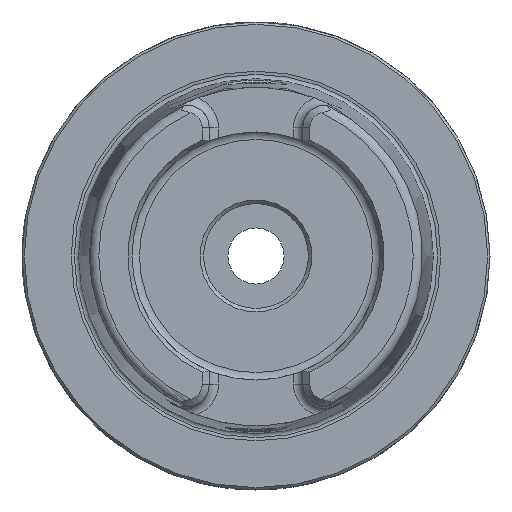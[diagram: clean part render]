
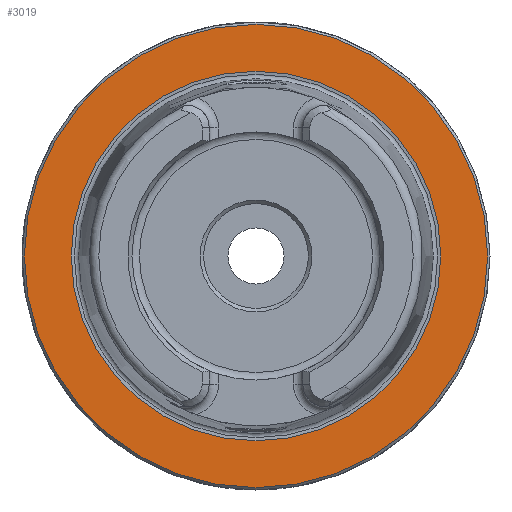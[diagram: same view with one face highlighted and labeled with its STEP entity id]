
A CAD part, left-side view. The second image highlights one B-rep face of the part: STEP entity #3019.
In plain terms, the highlighted planar face has unit normal (-1, 0, 0).
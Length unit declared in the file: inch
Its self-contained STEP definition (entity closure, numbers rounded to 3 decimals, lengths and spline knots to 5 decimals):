
#2985=CARTESIAN_POINT('',(0.0,1.94882,0.));
#2986=VERTEX_POINT('',#2985);
#2987=CARTESIAN_POINT('',(0.0,0.0,0.0));
#2988=DIRECTION('',(1.0,0.0,0.0));
#2989=DIRECTION('',(0.0,-1.0,0.0));
#2990=AXIS2_PLACEMENT_3D('',#2987,#2988,#2989);
#2991=CIRCLE('',#2990,1.94882);
#2992=EDGE_CURVE('',#2986,#2986,#2991,.T.);
#3000=CARTESIAN_POINT('',(0.0,0.98425,0.0));
#3001=DIRECTION('',(-1.0,0.0,0.0));
#3002=DIRECTION('',(0.0,0.0,1.0));
#3003=AXIS2_PLACEMENT_3D('',#3000,#3001,#3002);
#3004=PLANE('',#3003);
#3005=ORIENTED_EDGE('',*,*,#2992,.F.);
#3006=EDGE_LOOP('',(#3005));
#3007=FACE_OUTER_BOUND('',#3006,.T.);
#3008=CARTESIAN_POINT('',(0.0,1.55442,0.0));
#3009=VERTEX_POINT('',#3008);
#3010=CARTESIAN_POINT('',(0.0,0.0,0.0));
#3011=DIRECTION('',(1.0,0.0,0.0));
#3012=DIRECTION('',(0.0,1.0,0.0));
#3013=AXIS2_PLACEMENT_3D('',#3010,#3011,#3012);
#3014=CIRCLE('',#3013,1.55442);
#3015=EDGE_CURVE('',#3009,#3009,#3014,.T.);
#3016=ORIENTED_EDGE('',*,*,#3015,.T.);
#3017=EDGE_LOOP('',(#3016));
#3018=FACE_BOUND('',#3017,.T.);
#3019=ADVANCED_FACE('',(#3007,#3018),#3004,.T.);
